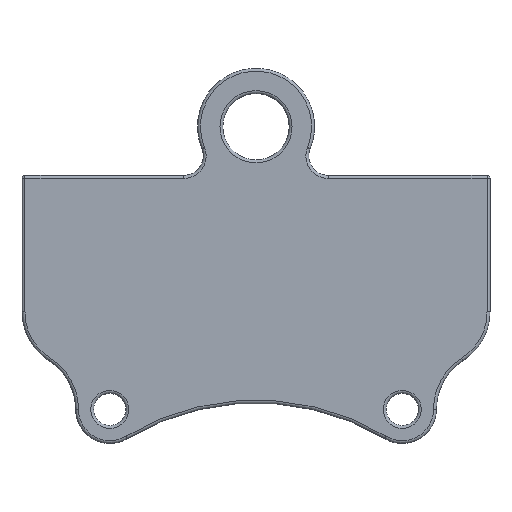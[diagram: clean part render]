
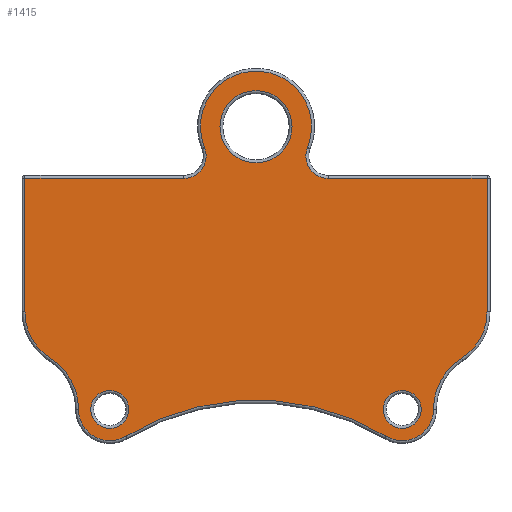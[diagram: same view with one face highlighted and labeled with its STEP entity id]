
A CAD part, front view. The second image highlights one B-rep face of the part: STEP entity #1415.
In plain terms, the highlighted planar face has unit normal (0, -1, 0).
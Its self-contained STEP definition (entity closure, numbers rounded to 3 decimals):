
#37=FACE_BOUND('',#340,.T.);
#38=FACE_BOUND('',#341,.T.);
#39=FACE_BOUND('',#342,.T.);
#49=PLANE('',#1537);
#63=LINE('',#2325,#134);
#64=LINE('',#2327,#135);
#65=LINE('',#2335,#136);
#66=LINE('',#2337,#137);
#134=VECTOR('',#1785,10.);
#135=VECTOR('',#1786,10.);
#136=VECTOR('',#1793,10.);
#137=VECTOR('',#1794,10.);
#246=FACE_OUTER_BOUND('',#339,.T.);
#339=EDGE_LOOP('',(#944,#945,#946,#947,#948,#949,#950,#951,#952,#953,#954,
#955,#956,#957));
#340=EDGE_LOOP('',(#958));
#341=EDGE_LOOP('',(#959));
#342=EDGE_LOOP('',(#960));
#444=CIRCLE('',#1532,1.95);
#448=CIRCLE('',#1538,2.3);
#449=CIRCLE('',#1539,5.7);
#450=CIRCLE('',#1540,2.3);
#451=CIRCLE('',#1541,5.62);
#452=CIRCLE('',#1542,6.22);
#453=CIRCLE('',#1543,3.2);
#454=CIRCLE('',#1544,25.922);
#455=CIRCLE('',#1545,3.2);
#456=CIRCLE('',#1546,6.22);
#457=CIRCLE('',#1547,5.62);
#458=CIRCLE('',#1548,1.95);
#459=CIRCLE('',#1549,3.7);
#580=VERTEX_POINT('',#2312);
#583=VERTEX_POINT('',#2323);
#584=VERTEX_POINT('',#2324);
#585=VERTEX_POINT('',#2326);
#586=VERTEX_POINT('',#2328);
#587=VERTEX_POINT('',#2330);
#588=VERTEX_POINT('',#2332);
#589=VERTEX_POINT('',#2334);
#590=VERTEX_POINT('',#2336);
#591=VERTEX_POINT('',#2338);
#592=VERTEX_POINT('',#2340);
#593=VERTEX_POINT('',#2342);
#594=VERTEX_POINT('',#2344);
#595=VERTEX_POINT('',#2346);
#596=VERTEX_POINT('',#2348);
#597=VERTEX_POINT('',#2351);
#598=VERTEX_POINT('',#2353);
#712=EDGE_CURVE('',#580,#580,#444,.T.);
#717=EDGE_CURVE('',#583,#584,#63,.T.);
#718=EDGE_CURVE('',#585,#583,#64,.T.);
#719=EDGE_CURVE('',#586,#585,#448,.T.);
#720=EDGE_CURVE('',#587,#586,#449,.T.);
#721=EDGE_CURVE('',#588,#587,#450,.T.);
#722=EDGE_CURVE('',#589,#588,#65,.T.);
#723=EDGE_CURVE('',#590,#589,#66,.T.);
#724=EDGE_CURVE('',#591,#590,#451,.T.);
#725=EDGE_CURVE('',#592,#591,#452,.T.);
#726=EDGE_CURVE('',#593,#592,#453,.T.);
#727=EDGE_CURVE('',#594,#593,#454,.T.);
#728=EDGE_CURVE('',#595,#594,#455,.T.);
#729=EDGE_CURVE('',#596,#595,#456,.T.);
#730=EDGE_CURVE('',#584,#596,#457,.T.);
#731=EDGE_CURVE('',#597,#597,#458,.T.);
#732=EDGE_CURVE('',#598,#598,#459,.T.);
#944=ORIENTED_EDGE('',*,*,#717,.F.);
#945=ORIENTED_EDGE('',*,*,#718,.F.);
#946=ORIENTED_EDGE('',*,*,#719,.F.);
#947=ORIENTED_EDGE('',*,*,#720,.F.);
#948=ORIENTED_EDGE('',*,*,#721,.F.);
#949=ORIENTED_EDGE('',*,*,#722,.F.);
#950=ORIENTED_EDGE('',*,*,#723,.F.);
#951=ORIENTED_EDGE('',*,*,#724,.F.);
#952=ORIENTED_EDGE('',*,*,#725,.F.);
#953=ORIENTED_EDGE('',*,*,#726,.F.);
#954=ORIENTED_EDGE('',*,*,#727,.F.);
#955=ORIENTED_EDGE('',*,*,#728,.F.);
#956=ORIENTED_EDGE('',*,*,#729,.F.);
#957=ORIENTED_EDGE('',*,*,#730,.F.);
#958=ORIENTED_EDGE('',*,*,#731,.F.);
#959=ORIENTED_EDGE('',*,*,#732,.F.);
#960=ORIENTED_EDGE('',*,*,#712,.F.);
#1415=ADVANCED_FACE('',(#246,#37,#38,#39),#49,.F.);
#1532=AXIS2_PLACEMENT_3D('',#2314,#1772,#1773);
#1537=AXIS2_PLACEMENT_3D('',#2322,#1783,#1784);
#1538=AXIS2_PLACEMENT_3D('',#2329,#1787,#1788);
#1539=AXIS2_PLACEMENT_3D('',#2331,#1789,#1790);
#1540=AXIS2_PLACEMENT_3D('',#2333,#1791,#1792);
#1541=AXIS2_PLACEMENT_3D('',#2339,#1795,#1796);
#1542=AXIS2_PLACEMENT_3D('',#2341,#1797,#1798);
#1543=AXIS2_PLACEMENT_3D('',#2343,#1799,#1800);
#1544=AXIS2_PLACEMENT_3D('',#2345,#1801,#1802);
#1545=AXIS2_PLACEMENT_3D('',#2347,#1803,#1804);
#1546=AXIS2_PLACEMENT_3D('',#2349,#1805,#1806);
#1547=AXIS2_PLACEMENT_3D('',#2350,#1807,#1808);
#1548=AXIS2_PLACEMENT_3D('',#2352,#1809,#1810);
#1549=AXIS2_PLACEMENT_3D('',#2354,#1811,#1812);
#1772=DIRECTION('center_axis',(0.,-1.,0.));
#1773=DIRECTION('ref_axis',(1.,0.,0.));
#1783=DIRECTION('center_axis',(0.,1.,0.));
#1784=DIRECTION('ref_axis',(0.,0.,1.));
#1785=DIRECTION('',(0.,0.,-1.));
#1786=DIRECTION('',(1.,0.,0.));
#1787=DIRECTION('center_axis',(0.,-1.,0.));
#1788=DIRECTION('ref_axis',(-0.829,0.,-0.559));
#1789=DIRECTION('center_axis',(0.,1.,0.));
#1790=DIRECTION('ref_axis',(0.,0.,1.));
#1791=DIRECTION('center_axis',(0.,-1.,0.));
#1792=DIRECTION('ref_axis',(0.829,0.,-0.559));
#1793=DIRECTION('',(1.,0.,0.));
#1794=DIRECTION('',(0.,0.,1.));
#1795=DIRECTION('center_axis',(0.,1.,0.));
#1796=DIRECTION('ref_axis',(-0.876,0.,-0.482));
#1797=DIRECTION('center_axis',(0.,-1.,0.));
#1798=DIRECTION('ref_axis',(0.876,0.,0.482));
#1799=DIRECTION('center_axis',(0.,1.,0.));
#1800=DIRECTION('ref_axis',(-0.492,0.,-0.87));
#1801=DIRECTION('center_axis',(0.,-1.,0.));
#1802=DIRECTION('ref_axis',(0.,0.,1.));
#1803=DIRECTION('center_axis',(0.,1.,0.));
#1804=DIRECTION('ref_axis',(0.492,0.,-0.87));
#1805=DIRECTION('center_axis',(0.,-1.,0.));
#1806=DIRECTION('ref_axis',(-0.876,0.,0.482));
#1807=DIRECTION('center_axis',(0.,1.,0.));
#1808=DIRECTION('ref_axis',(0.876,0.,-0.482));
#1809=DIRECTION('center_axis',(0.,-1.,0.));
#1810=DIRECTION('ref_axis',(1.,0.,0.));
#1811=DIRECTION('center_axis',(0.,-1.,0.));
#1812=DIRECTION('ref_axis',(1.,0.,0.));
#2312=CARTESIAN_POINT('',(15.,0.,-3.05));
#2314=CARTESIAN_POINT('Origin',(15.,0.,-5.));
#2322=CARTESIAN_POINT('Origin',(0.,0.,10.75));
#2323=CARTESIAN_POINT('',(23.7,0.,18.7));
#2324=CARTESIAN_POINT('',(23.7,0.,5.));
#2325=CARTESIAN_POINT('',(23.7,0.,14.875));
#2326=CARTESIAN_POINT('',(7.416,0.,18.7));
#2327=CARTESIAN_POINT('',(3.708,0.,18.7));
#2328=CARTESIAN_POINT('',(5.284,0.,21.863));
#2329=CARTESIAN_POINT('Origin',(7.416,0.,21.));
#2330=CARTESIAN_POINT('',(-5.284,0.,21.863));
#2331=CARTESIAN_POINT('Origin',(0.,0.,24.));
#2332=CARTESIAN_POINT('',(-7.416,0.,18.7));
#2333=CARTESIAN_POINT('Origin',(-7.416,0.,21.));
#2334=CARTESIAN_POINT('',(-23.7,0.,18.7));
#2335=CARTESIAN_POINT('',(3.708,0.,18.7));
#2336=CARTESIAN_POINT('',(-23.7,0.,5.));
#2337=CARTESIAN_POINT('',(-23.7,0.,7.875));
#2338=CARTESIAN_POINT('',(-21.089,0.,0.253));
#2339=CARTESIAN_POINT('Origin',(-18.08,0.,5.));
#2340=CARTESIAN_POINT('',(-18.2,0.,-5.));
#2341=CARTESIAN_POINT('Origin',(-24.42,0.,-5.));
#2342=CARTESIAN_POINT('',(-13.352,0.,-7.743));
#2343=CARTESIAN_POINT('Origin',(-15.,0.,-5.));
#2344=CARTESIAN_POINT('',(13.352,0.,-7.743));
#2345=CARTESIAN_POINT('Origin',(0.,0.,-29.962));
#2346=CARTESIAN_POINT('',(18.2,0.,-5.));
#2347=CARTESIAN_POINT('Origin',(15.,0.,-5.));
#2348=CARTESIAN_POINT('',(21.089,0.,0.253));
#2349=CARTESIAN_POINT('Origin',(24.42,0.,-5.));
#2350=CARTESIAN_POINT('Origin',(18.08,0.,5.));
#2351=CARTESIAN_POINT('',(-15.,0.,-3.05));
#2352=CARTESIAN_POINT('Origin',(-15.,0.,-5.));
#2353=CARTESIAN_POINT('',(0.,0.,27.7));
#2354=CARTESIAN_POINT('Origin',(0.,0.,24.));
